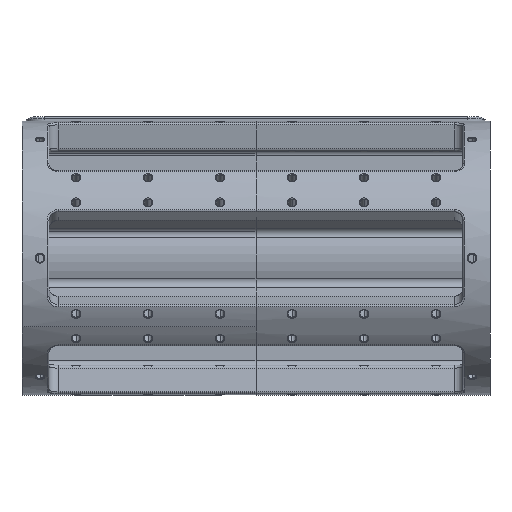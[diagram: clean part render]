
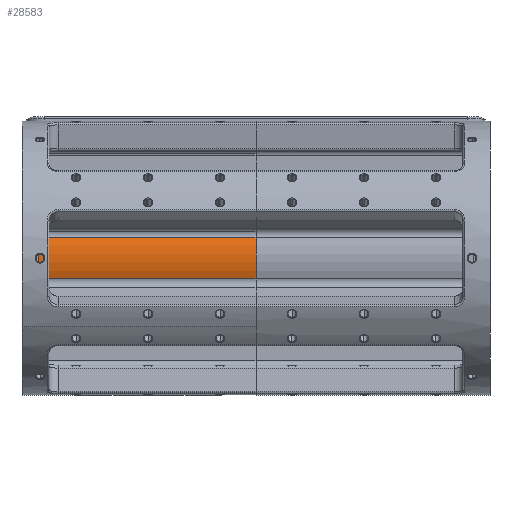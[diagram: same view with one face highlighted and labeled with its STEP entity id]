
A CAD part, left-side view. The second image highlights one B-rep face of the part: STEP entity #28583.
In plain terms, the highlighted cylindrical face has radius 31 mm (diameter 62 mm), a partial arc.
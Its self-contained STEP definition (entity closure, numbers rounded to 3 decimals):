
#3494 = CARTESIAN_POINT ( 'NONE',  ( 4.429, 130., -30.682 ) ) ;
#3495 = DIRECTION ( 'NONE',  ( 0.866, 0., -0.5 ) ) ;
#3496 = DIRECTION ( 'NONE',  ( 0., -1., 0. ) ) ;
#3497 = CARTESIAN_POINT ( 'NONE',  ( 0., 130., 0. ) ) ;
#3498 = AXIS2_PLACEMENT_3D ( 'NONE', #3497, #3496, #3495 ) ;
#3499 = CIRCLE ( 'NONE', #3498, 31. ) ;
#3500 = CARTESIAN_POINT ( 'NONE',  ( 24.357, 130., -19.176 ) ) ;
#6010 = CYLINDRICAL_SURFACE ( 'NONE', #6072, 31. ) ;
#6011 = FACE_OUTER_BOUND ( 'NONE', #28584, .T. ) ;
#6069 = DIRECTION ( 'NONE',  ( 0., 0., 1. ) ) ;
#6070 = DIRECTION ( 'NONE',  ( 0., 1., 0. ) ) ;
#6071 = CARTESIAN_POINT ( 'NONE',  ( 0., -82.07, 0. ) ) ;
#6072 = AXIS2_PLACEMENT_3D ( 'NONE', #6071, #6070, #6069 ) ;
#6108 = LINE ( 'NONE', #6171, #6170 ) ;
#6109 = DIRECTION ( 'NONE',  ( 0., 1., 0. ) ) ;
#6110 = VECTOR ( 'NONE', #6109, 1000. ) ;
#6111 = CARTESIAN_POINT ( 'NONE',  ( 4.429, -82.07, -30.682 ) ) ;
#6112 = LINE ( 'NONE', #6111, #6110 ) ;
#6113 = CARTESIAN_POINT ( 'NONE',  ( 4.429, 9., -30.682 ) ) ;
#6114 = CARTESIAN_POINT ( 'NONE',  ( 24.357, 9., -19.176 ) ) ;
#6115 = DIRECTION ( 'NONE',  ( 0., 0., 1. ) ) ;
#6116 = DIRECTION ( 'NONE',  ( 0., 1., 0. ) ) ;
#6117 = CARTESIAN_POINT ( 'NONE',  ( 0., 9., 0. ) ) ;
#6118 = AXIS2_PLACEMENT_3D ( 'NONE', #6117, #6116, #6115 ) ;
#6119 = CIRCLE ( 'NONE', #6118, 31. ) ;
#6169 = DIRECTION ( 'NONE',  ( 0., -1., 0. ) ) ;
#6170 = VECTOR ( 'NONE', #6169, 1000. ) ;
#6171 = CARTESIAN_POINT ( 'NONE',  ( 24.357, -82.07, -19.176 ) ) ;
#27301 = VERTEX_POINT ( 'NONE', #3500 ) ;
#27304 = EDGE_CURVE ( 'NONE', #27305, #27301, #3499, .T. ) ;
#27305 = VERTEX_POINT ( 'NONE', #3494 ) ;
#28583 = ADVANCED_FACE ( 'NONE', ( #6011 ), #6010, .T. ) ;
#28584 = EDGE_LOOP ( 'NONE', ( #28640, #28644, #28646, #28647 ) ) ;
#28640 = ORIENTED_EDGE ( 'NONE', *, *, #28641, .T. ) ;
#28641 = EDGE_CURVE ( 'NONE', #28642, #28643, #6119, .T. ) ;
#28642 = VERTEX_POINT ( 'NONE', #6114 ) ;
#28643 = VERTEX_POINT ( 'NONE', #6113 ) ;
#28644 = ORIENTED_EDGE ( 'NONE', *, *, #28645, .T. ) ;
#28645 = EDGE_CURVE ( 'NONE', #28643, #27305, #6112, .T. ) ;
#28646 = ORIENTED_EDGE ( 'NONE', *, *, #27304, .T. ) ;
#28647 = ORIENTED_EDGE ( 'NONE', *, *, #28648, .T. ) ;
#28648 = EDGE_CURVE ( 'NONE', #27301, #28642, #6108, .T. ) ;
